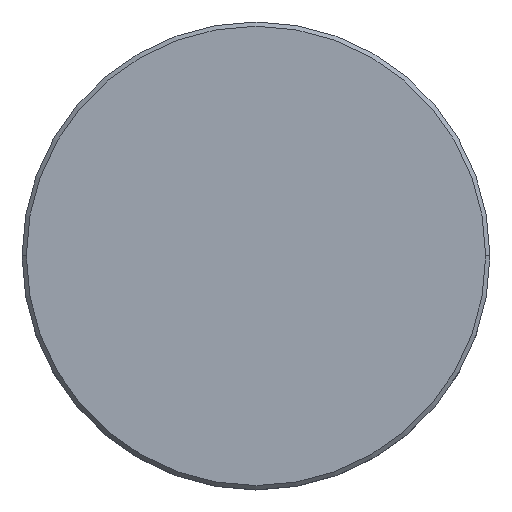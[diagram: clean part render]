
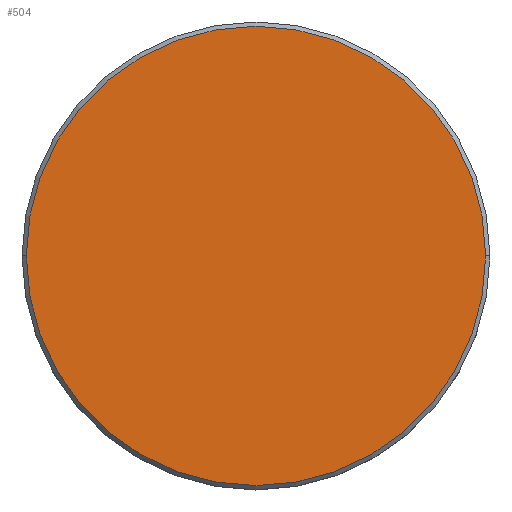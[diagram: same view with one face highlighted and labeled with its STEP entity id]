
A CAD part, top view. The second image highlights one B-rep face of the part: STEP entity #504.
In plain terms, the highlighted planar face has unit normal (0, 0, 1).
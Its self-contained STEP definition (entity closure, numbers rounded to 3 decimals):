
#3 = DIRECTION ( 'NONE',  ( 0., 0., 1. ) ) ;
#44 = ORIENTED_EDGE ( 'NONE', *, *, #169, .T. ) ;
#69 = CARTESIAN_POINT ( 'NONE',  ( 27., 0., 0. ) ) ;
#79 = CARTESIAN_POINT ( 'NONE',  ( 0., 0., 0. ) ) ;
#145 = EDGE_LOOP ( 'NONE', ( #480, #44 ) ) ;
#169 = EDGE_CURVE ( 'NONE', #328, #330, #458, .T. ) ;
#176 = DIRECTION ( 'NONE',  ( 1., 0., 0. ) ) ;
#180 = DIRECTION ( 'NONE',  ( 0., 0., 1. ) ) ;
#234 = CARTESIAN_POINT ( 'NONE',  ( -27., 0., 0. ) ) ;
#251 = PLANE ( 'NONE',  #281 ) ;
#255 = AXIS2_PLACEMENT_3D ( 'NONE', #582, #180, #176 ) ;
#281 = AXIS2_PLACEMENT_3D ( 'NONE', #331, #3, #517 ) ;
#328 = VERTEX_POINT ( 'NONE', #69 ) ;
#330 = VERTEX_POINT ( 'NONE', #234 ) ;
#331 = CARTESIAN_POINT ( 'NONE',  ( 0., 0., 0. ) ) ;
#342 = EDGE_CURVE ( 'NONE', #330, #328, #542, .T. ) ;
#380 = FACE_OUTER_BOUND ( 'NONE', #145, .T. ) ;
#412 = DIRECTION ( 'NONE',  ( 0., 0., 1. ) ) ;
#443 = AXIS2_PLACEMENT_3D ( 'NONE', #79, #412, #530 ) ;
#458 = CIRCLE ( 'NONE', #443, 27. ) ;
#480 = ORIENTED_EDGE ( 'NONE', *, *, #342, .T. ) ;
#504 = ADVANCED_FACE ( 'NONE', ( #380 ), #251, .T. ) ;
#517 = DIRECTION ( 'NONE',  ( 1., 0., 0. ) ) ;
#530 = DIRECTION ( 'NONE',  ( 1., 0., 0. ) ) ;
#542 = CIRCLE ( 'NONE', #255, 27. ) ;
#582 = CARTESIAN_POINT ( 'NONE',  ( 0., 0., 0. ) ) ;
